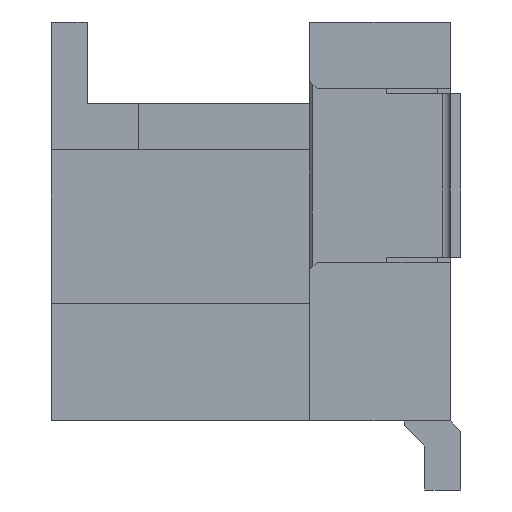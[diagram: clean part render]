
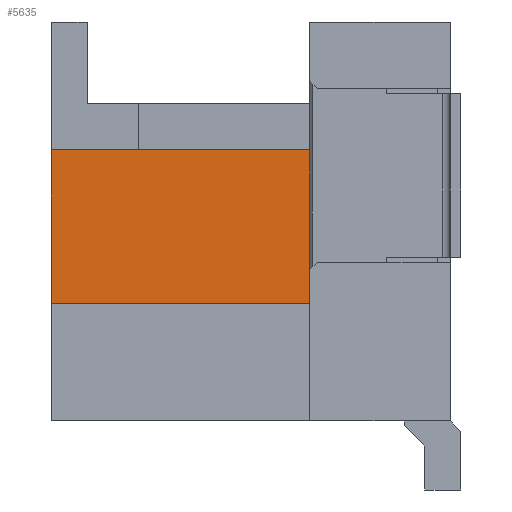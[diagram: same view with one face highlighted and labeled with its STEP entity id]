
A CAD part, left-side view. The second image highlights one B-rep face of the part: STEP entity #5635.
In plain terms, the highlighted planar face has unit normal (-1, 0, 0).
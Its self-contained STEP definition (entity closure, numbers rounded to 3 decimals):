
#77=DIRECTION('',(0.,0.,1.));
#78=VECTOR('',#77,3.);
#79=CARTESIAN_POINT('',(-9.85,4.9,-0.64));
#80=LINE('',#79,#78);
#145=DIRECTION('',(0.,0.,1.));
#146=VECTOR('',#145,0.05);
#147=CARTESIAN_POINT('',(-9.85,-0.15,-0.64));
#148=LINE('',#147,#146);
#149=DIRECTION('',(0.,-1.,0.));
#150=VECTOR('',#149,5.05);
#151=CARTESIAN_POINT('',(-9.85,4.9,-0.64));
#152=LINE('',#151,#150);
#153=DIRECTION('',(0.,1.,0.));
#154=VECTOR('',#153,5.05);
#155=CARTESIAN_POINT('',(-9.85,-0.15,
2.36));
#156=LINE('',#155,#154);
#157=DIRECTION('',(0.,0.,1.));
#158=VECTOR('',#157,2.95);
#159=CARTESIAN_POINT('',(-9.85,-0.15,-0.59));
#160=LINE('',#159,#158);
#4209=CARTESIAN_POINT('',(-9.85,4.9,-0.64));
#4210=VERTEX_POINT('',#4209);
#4211=CARTESIAN_POINT('',(-9.85,4.9,2.36));
#4212=VERTEX_POINT('',#4211);
#4889=CARTESIAN_POINT('',(-9.85,-0.15,-0.59));
#4890=VERTEX_POINT('',#4889);
#4891=CARTESIAN_POINT('',(-9.85,-0.15,-0.64));
#4892=VERTEX_POINT('',#4891);
#4893=CARTESIAN_POINT('',(-9.85,-0.15,
2.36));
#4894=VERTEX_POINT('',#4893);
#5620=CARTESIAN_POINT('',(-9.85,0.35,4.86));
#5621=DIRECTION('',(-1.,0.,0.));
#5622=DIRECTION('',(0.,0.,-1.));
#5623=AXIS2_PLACEMENT_3D('',#5620,#5621,#5622);
#5624=PLANE('',#5623);
#5626=ORIENTED_EDGE('',*,*,#5625,.F.);
#5627=ORIENTED_EDGE('',*,*,#5612,.F.);
#5628=ORIENTED_EDGE('',*,*,#5534,.T.);
#5630=ORIENTED_EDGE('',*,*,#5629,.F.);
#5632=ORIENTED_EDGE('',*,*,#5631,.F.);
#5633=EDGE_LOOP('',(#5626,#5627,#5628,#5630,#5632));
#5634=FACE_OUTER_BOUND('',#5633,.F.);
#5635=ADVANCED_FACE('',(#5634),#5624,.T.);
#5534=EDGE_CURVE('',#4210,#4212,#80,.T.);
#5612=EDGE_CURVE('',#4210,#4892,#152,.T.);
#5625=EDGE_CURVE('',#4892,#4890,#148,.T.);
#5629=EDGE_CURVE('',#4894,#4212,#156,.T.);
#5631=EDGE_CURVE('',#4890,#4894,#160,.T.);
